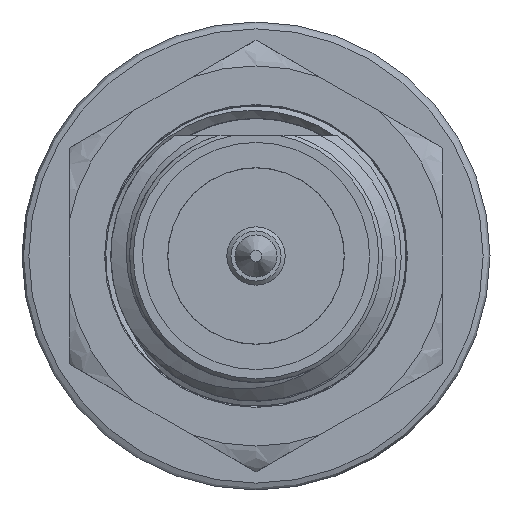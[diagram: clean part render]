
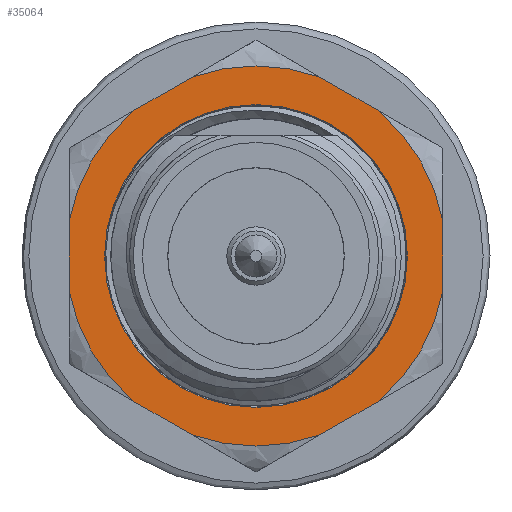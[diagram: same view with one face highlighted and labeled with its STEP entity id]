
A CAD part, front view. The second image highlights one B-rep face of the part: STEP entity #35064.
In plain terms, the highlighted planar face has unit normal (0, -1, 0).
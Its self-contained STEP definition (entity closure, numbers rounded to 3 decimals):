
#7543=CIRCLE('',#37114,3.3);
#7544=CIRCLE('',#37115,4.142);
#7545=CIRCLE('',#37116,4.142);
#7546=CIRCLE('',#37117,4.142);
#7547=CIRCLE('',#37118,4.142);
#7548=CIRCLE('',#37119,4.142);
#7549=CIRCLE('',#37120,4.142);
#13526=ORIENTED_EDGE('',*,*,#21624,.T.);
#13527=ORIENTED_EDGE('',*,*,#21625,.F.);
#13528=ORIENTED_EDGE('',*,*,#21626,.T.);
#13529=ORIENTED_EDGE('',*,*,#21627,.F.);
#13530=ORIENTED_EDGE('',*,*,#21628,.T.);
#13531=ORIENTED_EDGE('',*,*,#21629,.F.);
#13532=ORIENTED_EDGE('',*,*,#21630,.T.);
#13533=ORIENTED_EDGE('',*,*,#21631,.F.);
#13534=ORIENTED_EDGE('',*,*,#21632,.T.);
#13535=ORIENTED_EDGE('',*,*,#21633,.F.);
#13536=ORIENTED_EDGE('',*,*,#21634,.T.);
#13537=ORIENTED_EDGE('',*,*,#21635,.F.);
#13538=ORIENTED_EDGE('',*,*,#21636,.T.);
#21624=EDGE_CURVE('',#25740,#25740,#7543,.F.);
#21625=EDGE_CURVE('',#25741,#25742,#7544,.F.);
#21626=EDGE_CURVE('',#25741,#25743,#27360,.T.);
#21627=EDGE_CURVE('',#25744,#25743,#7545,.F.);
#21628=EDGE_CURVE('',#25744,#25745,#27361,.T.);
#21629=EDGE_CURVE('',#25746,#25745,#7546,.F.);
#21630=EDGE_CURVE('',#25746,#25747,#27362,.T.);
#21631=EDGE_CURVE('',#25748,#25747,#7547,.F.);
#21632=EDGE_CURVE('',#25748,#25749,#27363,.T.);
#21633=EDGE_CURVE('',#25750,#25749,#7548,.F.);
#21634=EDGE_CURVE('',#25750,#25751,#27364,.T.);
#21635=EDGE_CURVE('',#25752,#25751,#7549,.F.);
#21636=EDGE_CURVE('',#25752,#25742,#27365,.T.);
#25740=VERTEX_POINT('',#85650);
#25741=VERTEX_POINT('',#85652);
#25742=VERTEX_POINT('',#85653);
#25743=VERTEX_POINT('',#85655);
#25744=VERTEX_POINT('',#85657);
#25745=VERTEX_POINT('',#85659);
#25746=VERTEX_POINT('',#85661);
#25747=VERTEX_POINT('',#85663);
#25748=VERTEX_POINT('',#85665);
#25749=VERTEX_POINT('',#85667);
#25750=VERTEX_POINT('',#85669);
#25751=VERTEX_POINT('',#85671);
#25752=VERTEX_POINT('',#85673);
#27360=LINE('',#85654,#27684);
#27361=LINE('',#85658,#27685);
#27362=LINE('',#85662,#27686);
#27363=LINE('',#85666,#27687);
#27364=LINE('',#85670,#27688);
#27365=LINE('',#85674,#27689);
#27684=VECTOR('',#39136,1000.);
#27685=VECTOR('',#39139,1000.);
#27686=VECTOR('',#39142,1000.);
#27687=VECTOR('',#39145,1000.);
#27688=VECTOR('',#39148,1000.);
#27689=VECTOR('',#39151,1000.);
#29270=EDGE_LOOP('',(#13526));
#29271=EDGE_LOOP('',(#13527,#13528,#13529,#13530,#13531,#13532,#13533,#13534,
#13535,#13536,#13537,#13538));
#32119=FACE_BOUND('',#29270,.T.);
#32120=FACE_BOUND('',#29271,.T.);
#33576=PLANE('',#37113);
#35064=ADVANCED_FACE('',(#32119,#32120),#33576,.T.);
#37113=AXIS2_PLACEMENT_3D('',#85648,#39130,#39131);
#37114=AXIS2_PLACEMENT_3D('',#85649,#39132,#39133);
#37115=AXIS2_PLACEMENT_3D('',#85651,#39134,#39135);
#37116=AXIS2_PLACEMENT_3D('',#85656,#39137,#39138);
#37117=AXIS2_PLACEMENT_3D('',#85660,#39140,#39141);
#37118=AXIS2_PLACEMENT_3D('',#85664,#39143,#39144);
#37119=AXIS2_PLACEMENT_3D('',#85668,#39146,#39147);
#37120=AXIS2_PLACEMENT_3D('',#85672,#39149,#39150);
#39130=DIRECTION('',(0.,-1.,0.));
#39131=DIRECTION('',(1.,0.,0.));
#39132=DIRECTION('',(0.,-1.,0.));
#39133=DIRECTION('',(1.,0.,0.));
#39134=DIRECTION('',(0.,-1.,0.));
#39135=DIRECTION('',(1.,0.,0.));
#39136=DIRECTION('',(0.,0.,1.));
#39137=DIRECTION('',(0.,-1.,0.));
#39138=DIRECTION('',(1.,0.,0.));
#39139=DIRECTION('',(-0.866,0.,0.5));
#39140=DIRECTION('',(0.,-1.,0.));
#39141=DIRECTION('',(1.,0.,0.));
#39142=DIRECTION('',(-0.866,0.,-0.5));
#39143=DIRECTION('',(0.,-1.,0.));
#39144=DIRECTION('',(1.,0.,0.));
#39145=DIRECTION('',(0.,0.,-1.));
#39146=DIRECTION('',(0.,-1.,0.));
#39147=DIRECTION('',(1.,0.,0.));
#39148=DIRECTION('',(0.866,0.,-0.5));
#39149=DIRECTION('',(0.,-1.,0.));
#39150=DIRECTION('',(1.,0.,0.));
#39151=DIRECTION('',(0.866,0.,0.5));
#85648=CARTESIAN_POINT('',(0.,-74.265,0.));
#85649=CARTESIAN_POINT('',(0.,-74.265,0.));
#85650=CARTESIAN_POINT('',(3.3,-74.265,0.));
#85651=CARTESIAN_POINT('',(0.,-74.265,0.));
#85652=CARTESIAN_POINT('',(4.075,-74.265,-0.744));
#85653=CARTESIAN_POINT('',(2.682,-74.265,-3.157));
#85654=CARTESIAN_POINT('',(4.075,-74.265,-2.353));
#85655=CARTESIAN_POINT('',(4.075,-74.265,0.744));
#85656=CARTESIAN_POINT('',(0.,-74.265,0.));
#85657=CARTESIAN_POINT('',(2.682,-74.265,3.157));
#85658=CARTESIAN_POINT('',(4.075,-74.265,2.353));
#85659=CARTESIAN_POINT('',(1.393,-74.265,3.901));
#85660=CARTESIAN_POINT('',(0.,-74.265,0.));
#85661=CARTESIAN_POINT('',(-1.393,-74.265,3.901));
#85662=CARTESIAN_POINT('',(0.,-74.265,4.705));
#85663=CARTESIAN_POINT('',(-2.682,-74.265,3.157));
#85664=CARTESIAN_POINT('',(0.,-74.265,0.));
#85665=CARTESIAN_POINT('',(-4.075,-74.265,0.744));
#85666=CARTESIAN_POINT('',(-4.075,-74.265,2.353));
#85667=CARTESIAN_POINT('',(-4.075,-74.265,-0.744));
#85668=CARTESIAN_POINT('',(0.,-74.265,0.));
#85669=CARTESIAN_POINT('',(-2.682,-74.265,-3.157));
#85670=CARTESIAN_POINT('',(-4.075,-74.265,-2.353));
#85671=CARTESIAN_POINT('',(-1.393,-74.265,-3.901));
#85672=CARTESIAN_POINT('',(0.,-74.265,0.));
#85673=CARTESIAN_POINT('',(1.393,-74.265,-3.901));
#85674=CARTESIAN_POINT('',(0.,-74.265,-4.705));
